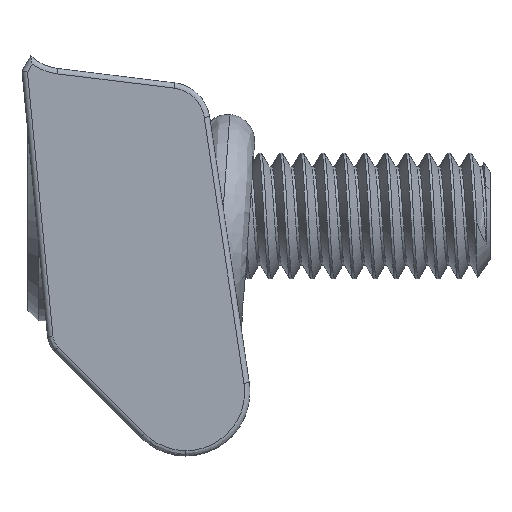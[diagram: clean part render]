
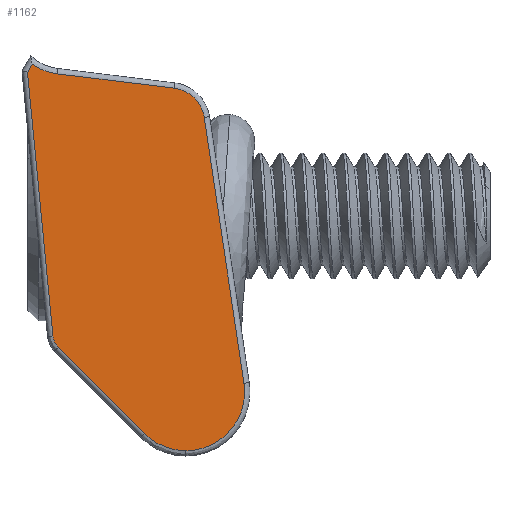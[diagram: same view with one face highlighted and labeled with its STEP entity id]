
A CAD part, left-side view. The second image highlights one B-rep face of the part: STEP entity #1162.
In plain terms, the highlighted planar face has unit normal (-1, 0, 0).
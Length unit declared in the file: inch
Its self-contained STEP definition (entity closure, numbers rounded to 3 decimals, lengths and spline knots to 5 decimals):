
#142 = VERTEX_POINT ( 'NONE', #3813 ) ;
#178 = CARTESIAN_POINT ( 'NONE',  ( -0.375, -0.42948, -0.68524 ) ) ;
#261 = EDGE_CURVE ( 'NONE', #4962, #3054, #1184, .T. ) ;
#308 = CARTESIAN_POINT ( 'NONE',  ( -0.375, -0.07067, -0.54624 ) ) ;
#397 = CARTESIAN_POINT ( 'NONE',  ( -0.375, -0.31, -0.63 ) ) ;
#411 =( BOUNDED_CURVE ( )  B_SPLINE_CURVE ( 3, ( #9746, #178, #3320, #8212 ),
 .UNSPECIFIED., .F., .T. ) 
 B_SPLINE_CURVE_WITH_KNOTS ( ( 4, 4 ),
 ( 0., 1. ),
 .UNSPECIFIED. ) 
 CURVE ( )  GEOMETRIC_REPRESENTATION_ITEM ( )  RATIONAL_B_SPLINE_CURVE ( ( 1., 0.769, 0.769, 1. ) ) 
 REPRESENTATION_ITEM ( '' )  );
#468 = CARTESIAN_POINT ( 'NONE',  ( -0.375, -0.06137, -0.53301 ) ) ;
#513 = CARTESIAN_POINT ( 'NONE',  ( -0.375, -0.31807, -0.06413 ) ) ;
#639 = EDGE_CURVE ( 'NONE', #5623, #6375, #5717, .T. ) ;
#823 = CARTESIAN_POINT ( 'NONE',  ( -0.375, -0.3443, -0.11534 ) ) ;
#942 = CARTESIAN_POINT ( 'NONE',  ( -0.375, -0.01296, -0.03029 ) ) ;
#949 = CARTESIAN_POINT ( 'NONE',  ( -0.375, -0.31, -0.74 ) ) ;
#959 = LINE ( 'NONE', #8757, #4145 ) ;
#964 = CARTESIAN_POINT ( 'NONE',  ( -0.375, -0.05125, -0.03137 ) ) ;
#1162 = ADVANCED_FACE ( 'NONE', ( #9526 ), #2513, .F. ) ;
#1184 =( BOUNDED_CURVE ( )  B_SPLINE_CURVE ( 3, ( #5812, #5964, #7604, #1245 ),
 .UNSPECIFIED., .F., .T. ) 
 B_SPLINE_CURVE_WITH_KNOTS ( ( 4, 4 ),
 ( 0., 1. ),
 .UNSPECIFIED. ) 
 CURVE ( )  GEOMETRIC_REPRESENTATION_ITEM ( )  RATIONAL_B_SPLINE_CURVE ( ( 1., 0.949, 0.949, 1. ) ) 
 REPRESENTATION_ITEM ( '' )  );
#1245 = CARTESIAN_POINT ( 'NONE',  ( -0.375, -0.23222, -0.70778 ) ) ;
#1333 = CARTESIAN_POINT ( 'NONE',  ( -0.375, -0.3443, -0.11534 ) ) ;
#1461 = VERTEX_POINT ( 'NONE', #4924 ) ;
#1683 = LINE ( 'NONE', #5495, #3653 ) ;
#1707 = ORIENTED_EDGE ( 'NONE', *, *, #8604, .F. ) ;
#1712 =( BOUNDED_CURVE ( )  B_SPLINE_CURVE ( 3, ( #8296, #513, #3632, #1333 ),
 .UNSPECIFIED., .F., .T. ) 
 B_SPLINE_CURVE_WITH_KNOTS ( ( 4, 4 ),
 ( 0., 1. ),
 .UNSPECIFIED. ) 
 CURVE ( )  GEOMETRIC_REPRESENTATION_ITEM ( )  RATIONAL_B_SPLINE_CURVE ( ( 1., 0.864, 0.864, 1. ) ) 
 REPRESENTATION_ITEM ( '' )  );
#1719 = DIRECTION ( 'NONE',  ( 0., 0.096, 0.995 ) ) ;
#1975 = ORIENTED_EDGE ( 'NONE', *, *, #4663, .F. ) ;
#2219 = LINE ( 'NONE', #7657, #8921 ) ;
#2513 = PLANE ( 'NONE',  #4462 ) ;
#2614 = EDGE_CURVE ( 'NONE', #4160, #1461, #9169, .T. ) ;
#2769 = EDGE_CURVE ( 'NONE', #6304, #142, #1683, .T. ) ;
#2802 = ORIENTED_EDGE ( 'NONE', *, *, #2614, .F. ) ;
#3054 = VERTEX_POINT ( 'NONE', #8605 ) ;
#3069 = ORIENTED_EDGE ( 'NONE', *, *, #9156, .F. ) ;
#3090 = EDGE_CURVE ( 'NONE', #6375, #8948, #959, .T. ) ;
#3229 = VECTOR ( 'NONE', #3360, 39.37008 ) ;
#3320 = CARTESIAN_POINT ( 'NONE',  ( -0.375, -0.38229, -0.74 ) ) ;
#3338 = VECTOR ( 'NONE', #9120, 39.37008 ) ;
#3360 = DIRECTION ( 'NONE',  ( 0., -0.5, 0.866 ) ) ;
#3386 = DIRECTION ( 'NONE',  ( 0., 0., -1. ) ) ;
#3632 = CARTESIAN_POINT ( 'NONE',  ( -0.375, -0.33982, -0.08531 ) ) ;
#3653 = VECTOR ( 'NONE', #10072, 39.37008 ) ;
#3813 = CARTESIAN_POINT ( 'NONE',  ( -0.375, -0.28794, -0.06043 ) ) ;
#3881 = CARTESIAN_POINT ( 'NONE',  ( -0.375, -0.0681, -0.03344 ) ) ;
#4145 = VECTOR ( 'NONE', #1719, 39.37008 ) ;
#4160 = VERTEX_POINT ( 'NONE', #823 ) ;
#4252 = CARTESIAN_POINT ( 'NONE',  ( -0.375, -0.07067, -0.54624 ) ) ;
#4370 = DIRECTION ( 'NONE',  ( 0., 0.707, 0.707 ) ) ;
#4462 = AXIS2_PLACEMENT_3D ( 'NONE', #397, #8960, #3386 ) ;
#4663 = EDGE_CURVE ( 'NONE', #6272, #6304, #9769, .T. ) ;
#4924 = CARTESIAN_POINT ( 'NONE',  ( -0.375, -0.41879, -0.61374 ) ) ;
#4962 = VERTEX_POINT ( 'NONE', #949 ) ;
#5027 = EDGE_CURVE ( 'NONE', #1461, #4962, #411, .T. ) ;
#5108 = EDGE_LOOP ( 'NONE', ( #6534, #8555, #2802, #1707, #6498, #1975, #3069, #5217, #7017, #7141 ) ) ;
#5217 = ORIENTED_EDGE ( 'NONE', *, *, #3090, .F. ) ;
#5282 = EDGE_CURVE ( 'NONE', #3054, #5623, #2219, .T. ) ;
#5436 = CARTESIAN_POINT ( 'NONE',  ( -0.375, -0.03544, -0.02516 ) ) ;
#5495 = CARTESIAN_POINT ( 'NONE',  ( -0.375, -0.0681, -0.03344 ) ) ;
#5623 = VERTEX_POINT ( 'NONE', #308 ) ;
#5717 =( BOUNDED_CURVE ( )  B_SPLINE_CURVE ( 3, ( #4252, #6671, #468, #6721 ),
 .UNSPECIFIED., .F., .T. ) 
 B_SPLINE_CURVE_WITH_KNOTS ( ( 4, 4 ),
 ( 0., 1. ),
 .UNSPECIFIED. ) 
 CURVE ( )  GEOMETRIC_REPRESENTATION_ITEM ( )  RATIONAL_B_SPLINE_CURVE ( ( 1., 0.961, 0.961, 1. ) ) 
 REPRESENTATION_ITEM ( '' )  );
#5812 = CARTESIAN_POINT ( 'NONE',  ( -0.375, -0.31, -0.74 ) ) ;
#5964 = CARTESIAN_POINT ( 'NONE',  ( -0.375, -0.28044, -0.74 ) ) ;
#6272 = VERTEX_POINT ( 'NONE', #8482 ) ;
#6304 = VERTEX_POINT ( 'NONE', #6944 ) ;
#6375 = VERTEX_POINT ( 'NONE', #8687 ) ;
#6447 = CARTESIAN_POINT ( 'NONE',  ( -0.375, -0.01296, -0.03029 ) ) ;
#6498 = ORIENTED_EDGE ( 'NONE', *, *, #2769, .F. ) ;
#6534 = ORIENTED_EDGE ( 'NONE', *, *, #261, .F. ) ;
#6671 = CARTESIAN_POINT ( 'NONE',  ( -0.375, -0.06487, -0.54043 ) ) ;
#6721 = CARTESIAN_POINT ( 'NONE',  ( -0.375, -0.06058, -0.52484 ) ) ;
#6944 = CARTESIAN_POINT ( 'NONE',  ( -0.375, -0.0681, -0.03344 ) ) ;
#7017 = ORIENTED_EDGE ( 'NONE', *, *, #639, .F. ) ;
#7141 = ORIENTED_EDGE ( 'NONE', *, *, #5282, .F. ) ;
#7301 = LINE ( 'NONE', #942, #3229 ) ;
#7586 = CARTESIAN_POINT ( 'NONE',  ( -0.375, -0.33588, -0.05893 ) ) ;
#7604 = CARTESIAN_POINT ( 'NONE',  ( -0.375, -0.25312, -0.72869 ) ) ;
#7657 = CARTESIAN_POINT ( 'NONE',  ( -0.375, -0.23222, -0.70778 ) ) ;
#8212 = CARTESIAN_POINT ( 'NONE',  ( -0.375, -0.31, -0.74 ) ) ;
#8296 = CARTESIAN_POINT ( 'NONE',  ( -0.375, -0.28794, -0.06043 ) ) ;
#8482 = CARTESIAN_POINT ( 'NONE',  ( -0.375, -0.02168, -0.0152 ) ) ;
#8555 = ORIENTED_EDGE ( 'NONE', *, *, #5027, .F. ) ;
#8604 = EDGE_CURVE ( 'NONE', #142, #4160, #1712, .T. ) ;
#8605 = CARTESIAN_POINT ( 'NONE',  ( -0.375, -0.23222, -0.70778 ) ) ;
#8687 = CARTESIAN_POINT ( 'NONE',  ( -0.375, -0.06058, -0.52484 ) ) ;
#8757 = CARTESIAN_POINT ( 'NONE',  ( -0.375, -0.06058, -0.52484 ) ) ;
#8761 = CARTESIAN_POINT ( 'NONE',  ( -0.375, -0.02168, -0.0152 ) ) ;
#8921 = VECTOR ( 'NONE', #4370, 39.37008 ) ;
#8948 = VERTEX_POINT ( 'NONE', #6447 ) ;
#8960 = DIRECTION ( 'NONE',  ( 1., 0., 0. ) ) ;
#9120 = DIRECTION ( 'NONE',  ( 0., -0.148, -0.989 ) ) ;
#9156 = EDGE_CURVE ( 'NONE', #8948, #6272, #7301, .T. ) ;
#9169 = LINE ( 'NONE', #7586, #3338 ) ;
#9526 = FACE_OUTER_BOUND ( 'NONE', #5108, .T. ) ;
#9746 = CARTESIAN_POINT ( 'NONE',  ( -0.375, -0.41879, -0.61374 ) ) ;
#9769 =( BOUNDED_CURVE ( )  B_SPLINE_CURVE ( 3, ( #8761, #5436, #964, #3881 ),
 .UNSPECIFIED., .F., .T. ) 
 B_SPLINE_CURVE_WITH_KNOTS ( ( 4, 4 ),
 ( 0., 1. ),
 .UNSPECIFIED. ) 
 CURVE ( )  GEOMETRIC_REPRESENTATION_ITEM ( )  RATIONAL_B_SPLINE_CURVE ( ( 1., 0.979, 0.979, 1. ) ) 
 REPRESENTATION_ITEM ( '' )  );
#10072 = DIRECTION ( 'NONE',  ( 0., -0.993, -0.122 ) ) ;
